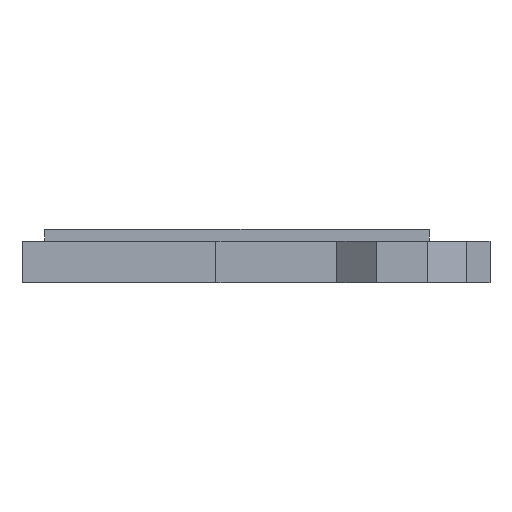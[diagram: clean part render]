
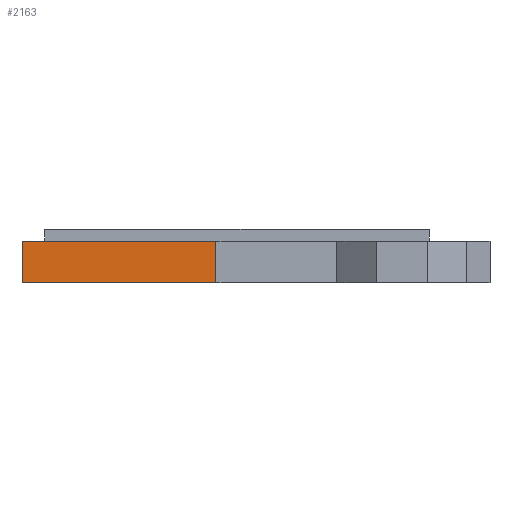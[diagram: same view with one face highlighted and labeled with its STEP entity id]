
A CAD part, left-side view. The second image highlights one B-rep face of the part: STEP entity #2163.
In plain terms, the highlighted planar face has unit normal (-1, 0, 0).
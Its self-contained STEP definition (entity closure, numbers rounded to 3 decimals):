
#139 = VERTEX_POINT ( 'NONE', #3814 ) ;
#405 = DIRECTION ( 'NONE',  ( 0., 0., -1. ) ) ;
#444 = DIRECTION ( 'NONE',  ( -1., 0., 0. ) ) ;
#543 = LINE ( 'NONE', #2713, #3640 ) ;
#1032 = CARTESIAN_POINT ( 'NONE',  ( -199.517, -181.603, 0. ) ) ;
#1307 = DIRECTION ( 'NONE',  ( 0., 0., 1. ) ) ;
#1505 = DIRECTION ( 'NONE',  ( 0., -1., 0. ) ) ;
#1539 = DIRECTION ( 'NONE',  ( 0., 1., 0. ) ) ;
#1545 = LINE ( 'NONE', #2853, #3438 ) ;
#1648 = ORIENTED_EDGE ( 'NONE', *, *, #3153, .F. ) ;
#1659 = LINE ( 'NONE', #1032, #1809 ) ;
#1682 = FACE_OUTER_BOUND ( 'NONE', #2939, .T. ) ;
#1734 = VERTEX_POINT ( 'NONE', #3005 ) ;
#1809 = VECTOR ( 'NONE', #405, 1000. ) ;
#1889 = CARTESIAN_POINT ( 'NONE',  ( -199.517, -181.603, -7. ) ) ;
#1986 = CARTESIAN_POINT ( 'NONE',  ( -199.517, -214.508, 0. ) ) ;
#2031 = EDGE_CURVE ( 'NONE', #2915, #1734, #1545, .T. ) ;
#2061 = VERTEX_POINT ( 'NONE', #2972 ) ;
#2163 = ADVANCED_FACE ( 'NONE', ( #1682 ), #3304, .T. ) ;
#2249 = ORIENTED_EDGE ( 'NONE', *, *, #3717, .T. ) ;
#2385 = EDGE_CURVE ( 'NONE', #1734, #139, #3767, .T. ) ;
#2713 = CARTESIAN_POINT ( 'NONE',  ( -199.517, -181.603, 0. ) ) ;
#2853 = CARTESIAN_POINT ( 'NONE',  ( -199.517, -214.508, 0. ) ) ;
#2889 = DIRECTION ( 'NONE',  ( 0., 0., -1. ) ) ;
#2898 = AXIS2_PLACEMENT_3D ( 'NONE', #2954, #444, #1307 ) ;
#2915 = VERTEX_POINT ( 'NONE', #1986 ) ;
#2939 = EDGE_LOOP ( 'NONE', ( #1648, #2249, #3956, #4094 ) ) ;
#2954 = CARTESIAN_POINT ( 'NONE',  ( -199.517, -214.508, 0. ) ) ;
#2972 = CARTESIAN_POINT ( 'NONE',  ( -199.517, -181.603, 0. ) ) ;
#3005 = CARTESIAN_POINT ( 'NONE',  ( -199.517, -214.508, -7. ) ) ;
#3060 = VECTOR ( 'NONE', #1539, 1000. ) ;
#3153 = EDGE_CURVE ( 'NONE', #2061, #2915, #543, .T. ) ;
#3304 = PLANE ( 'NONE',  #2898 ) ;
#3438 = VECTOR ( 'NONE', #2889, 1000. ) ;
#3640 = VECTOR ( 'NONE', #1505, 1000. ) ;
#3717 = EDGE_CURVE ( 'NONE', #2061, #139, #1659, .T. ) ;
#3767 = LINE ( 'NONE', #1889, #3060 ) ;
#3814 = CARTESIAN_POINT ( 'NONE',  ( -199.517, -181.603, -7. ) ) ;
#3956 = ORIENTED_EDGE ( 'NONE', *, *, #2385, .F. ) ;
#4094 = ORIENTED_EDGE ( 'NONE', *, *, #2031, .F. ) ;
